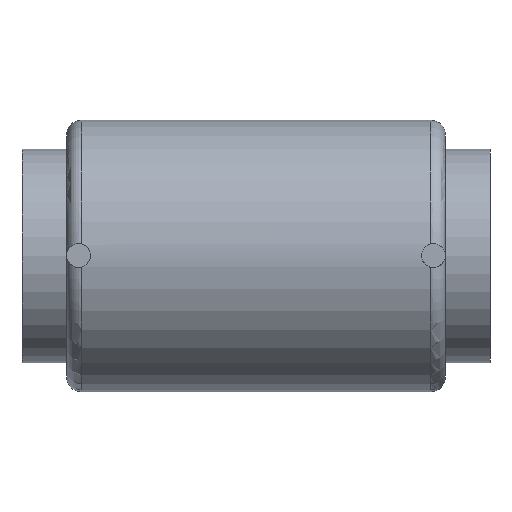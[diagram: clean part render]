
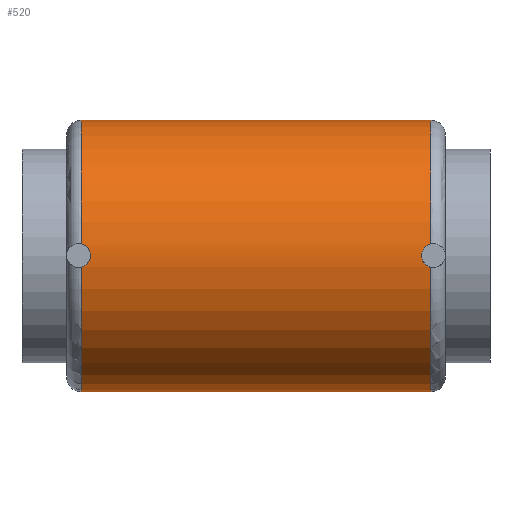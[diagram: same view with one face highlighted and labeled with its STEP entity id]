
A CAD part, top view. The second image highlights one B-rep face of the part: STEP entity #520.
In plain terms, the highlighted cylindrical face has radius 11.938 mm (diameter 23.876 mm), a partial arc.
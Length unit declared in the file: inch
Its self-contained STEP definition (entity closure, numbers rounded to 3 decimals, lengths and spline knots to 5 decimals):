
#70=CARTESIAN_POINT('',(0.605,0.04,0.46829));
#85=CARTESIAN_POINT('',(0.605,-0.04,0.46829));
#115=DIRECTION('',(1.,0.,0.));
#116=VECTOR('',#115,1.21);
#117=CARTESIAN_POINT('',(-0.605,-0.47,0.));
#118=LINE('',#117,#116);
#119=CARTESIAN_POINT('',(-0.605,-0.04,0.46829));
#120=CARTESIAN_POINT('',(-0.60303,-0.03956,
0.46833));
#121=CARTESIAN_POINT('',(-0.59918,-0.03839,
0.46843));
#122=CARTESIAN_POINT('',(-0.59356,-0.03573,
0.46864));
#123=CARTESIAN_POINT('',(-0.58844,-0.03225,
0.4689));
#124=CARTESIAN_POINT('',(-0.58389,-0.02806,
0.46917));
#125=CARTESIAN_POINT('',(-0.58004,-0.02325,
0.46943));
#126=CARTESIAN_POINT('',(-0.57694,-0.0179,
0.46967));
#127=CARTESIAN_POINT('',(-0.57468,-0.01217,
0.46985));
#128=CARTESIAN_POINT('',(-0.57331,-0.00613,
0.46997));
#129=CARTESIAN_POINT('',(-0.573,-0.00206,0.47));
#130=CARTESIAN_POINT('',(-0.573,0.,0.47));
#132=CARTESIAN_POINT('',(-0.573,0.,0.47));
#133=CARTESIAN_POINT('',(-0.573,0.00206,0.47));
#134=CARTESIAN_POINT('',(-0.57331,0.00614,
0.46997));
#135=CARTESIAN_POINT('',(-0.57469,0.01217,
0.46985));
#136=CARTESIAN_POINT('',(-0.57695,0.01791,
0.46967));
#137=CARTESIAN_POINT('',(-0.58005,0.02326,
0.46943));
#138=CARTESIAN_POINT('',(-0.58389,0.02806,
0.46917));
#139=CARTESIAN_POINT('',(-0.58844,0.03226,
0.4689));
#140=CARTESIAN_POINT('',(-0.59357,0.03573,
0.46864));
#141=CARTESIAN_POINT('',(-0.5992,0.0384,
0.46843));
#142=CARTESIAN_POINT('',(-0.60304,0.03956,
0.46833));
#143=CARTESIAN_POINT('',(-0.605,0.04,0.46829));
#145=CARTESIAN_POINT('',(-0.605,0.,0.));
#146=DIRECTION('',(-1.,0.,0.));
#147=DIRECTION('',(0.,0.085,0.996));
#148=AXIS2_PLACEMENT_3D('',#145,#146,#147);
#150=DIRECTION('',(1.,0.,0.));
#151=VECTOR('',#150,1.21);
#152=CARTESIAN_POINT('',(-0.605,0.47,0.));
#153=LINE('',#152,#151);
#154=CARTESIAN_POINT('',(0.605,0.,0.));
#155=DIRECTION('',(1.,0.,0.));
#156=DIRECTION('',(0.,1.,0.));
#157=AXIS2_PLACEMENT_3D('',#154,#155,#156);
#159=CARTESIAN_POINT('',(0.605,0.04,0.46829));
#160=CARTESIAN_POINT('',(0.60303,0.03956,
0.46833));
#161=CARTESIAN_POINT('',(0.59918,0.03839,
0.46843));
#162=CARTESIAN_POINT('',(0.59356,0.03572,
0.46864));
#163=CARTESIAN_POINT('',(0.58844,0.03225,
0.4689));
#164=CARTESIAN_POINT('',(0.58389,0.02806,
0.46917));
#165=CARTESIAN_POINT('',(0.58004,0.02325,
0.46943));
#166=CARTESIAN_POINT('',(0.57694,0.0179,
0.46967));
#167=CARTESIAN_POINT('',(0.57468,0.01217,
0.46985));
#168=CARTESIAN_POINT('',(0.57331,0.00613,
0.46997));
#169=CARTESIAN_POINT('',(0.573,0.00206,0.47));
#170=CARTESIAN_POINT('',(0.573,0.,0.47));
#172=CARTESIAN_POINT('',(0.573,0.,0.47));
#173=CARTESIAN_POINT('',(0.573,-0.00206,0.47));
#174=CARTESIAN_POINT('',(0.57331,-0.00614,
0.46997));
#175=CARTESIAN_POINT('',(0.57469,-0.01217,
0.46985));
#176=CARTESIAN_POINT('',(0.57695,-0.01791,
0.46967));
#177=CARTESIAN_POINT('',(0.58005,-0.02325,
0.46943));
#178=CARTESIAN_POINT('',(0.58389,-0.02806,
0.46917));
#179=CARTESIAN_POINT('',(0.58844,-0.03226,
0.4689));
#180=CARTESIAN_POINT('',(0.59357,-0.03573,
0.46864));
#181=CARTESIAN_POINT('',(0.5992,-0.0384,
0.46843));
#182=CARTESIAN_POINT('',(0.60304,-0.03956,
0.46833));
#183=CARTESIAN_POINT('',(0.605,-0.04,0.46829));
#185=CARTESIAN_POINT('',(0.605,0.,0.));
#186=DIRECTION('',(1.,0.,0.));
#187=DIRECTION('',(0.,-0.085,0.996));
#188=AXIS2_PLACEMENT_3D('',#185,#186,#187);
#190=CARTESIAN_POINT('',(-0.605,0.,0.));
#191=DIRECTION('',(-1.,0.,0.));
#192=DIRECTION('',(0.,-1.,0.));
#193=AXIS2_PLACEMENT_3D('',#190,#191,#192);
#217=CARTESIAN_POINT('',(-0.605,-0.04,0.46829));
#224=CARTESIAN_POINT('',(-0.605,0.04,0.46829));
#289=CARTESIAN_POINT('',(0.605,-0.47,0.));
#290=CARTESIAN_POINT('',(0.605,0.47,0.));
#291=VERTEX_POINT('',#289);
#292=VERTEX_POINT('',#290);
#293=CARTESIAN_POINT('',(-0.605,0.47,0.));
#294=CARTESIAN_POINT('',(-0.605,-0.47,0.));
#295=VERTEX_POINT('',#293);
#296=VERTEX_POINT('',#294);
#309=VERTEX_POINT('',#85);
#311=VERTEX_POINT('',#70);
#313=VERTEX_POINT('',#217);
#314=VERTEX_POINT('',#224);
#315=CARTESIAN_POINT('',(-0.573,0.,0.47));
#316=VERTEX_POINT('',#315);
#317=CARTESIAN_POINT('',(0.573,0.,0.47));
#318=VERTEX_POINT('',#317);
#499=CARTESIAN_POINT('',(-0.655,0.,0.));
#500=DIRECTION('',(1.,0.,0.));
#501=DIRECTION('',(0.,-1.,0.));
#502=AXIS2_PLACEMENT_3D('',#499,#500,#501);
#503=CYLINDRICAL_SURFACE('',#502,0.47);
#505=ORIENTED_EDGE('',*,*,#504,.T.);
#507=ORIENTED_EDGE('',*,*,#506,.T.);
#509=ORIENTED_EDGE('',*,*,#508,.T.);
#510=ORIENTED_EDGE('',*,*,#490,.T.);
#511=ORIENTED_EDGE('',*,*,#428,.T.);
#512=ORIENTED_EDGE('',*,*,#448,.T.);
#513=ORIENTED_EDGE('',*,*,#460,.T.);
#514=ORIENTED_EDGE('',*,*,#476,.T.);
#515=ORIENTED_EDGE('',*,*,#494,.F.);
#517=ORIENTED_EDGE('',*,*,#516,.T.);
#518=EDGE_LOOP('',(#505,#507,#509,#510,#511,#512,#513,#514,#515,#517));
#519=FACE_OUTER_BOUND('',#518,.F.);
#131=B_SPLINE_CURVE_WITH_KNOTS('',3,(#119,#120,#121,#122,#123,#124,#125,#126,
#127,#128,#129,#130),.UNSPECIFIED.,.F.,.F.,(4,1,1,1,1,1,1,1,1,4),(0.,
0.11111,0.22222,0.33333,0.44444,
0.55556,0.66667,0.77778,0.88889,1.),
.UNSPECIFIED.);
#144=B_SPLINE_CURVE_WITH_KNOTS('',3,(#132,#133,#134,#135,#136,#137,#138,#139,
#140,#141,#142,#143),.UNSPECIFIED.,.F.,.F.,(4,1,1,1,1,1,1,1,1,4),(0.,
0.11111,0.22222,0.33333,0.44444,
0.55556,0.66667,0.77778,0.88889,1.),
.UNSPECIFIED.);
#149=CIRCLE('',#148,0.47);
#158=CIRCLE('',#157,0.47);
#171=B_SPLINE_CURVE_WITH_KNOTS('',3,(#159,#160,#161,#162,#163,#164,#165,#166,
#167,#168,#169,#170),.UNSPECIFIED.,.F.,.F.,(4,1,1,1,1,1,1,1,1,4),(0.,
0.11111,0.22222,0.33333,0.44444,
0.55556,0.66667,0.77778,0.88889,1.),
.UNSPECIFIED.);
#184=B_SPLINE_CURVE_WITH_KNOTS('',3,(#172,#173,#174,#175,#176,#177,#178,#179,
#180,#181,#182,#183),.UNSPECIFIED.,.F.,.F.,(4,1,1,1,1,1,1,1,1,4),(0.,
0.11111,0.22222,0.33333,0.44444,
0.55556,0.66667,0.77778,0.88889,1.),
.UNSPECIFIED.);
#189=CIRCLE('',#188,0.47);
#194=CIRCLE('',#193,0.47);
#428=EDGE_CURVE('',#292,#311,#158,.T.);
#448=EDGE_CURVE('',#311,#318,#171,.T.);
#460=EDGE_CURVE('',#318,#309,#184,.T.);
#476=EDGE_CURVE('',#309,#291,#189,.T.);
#490=EDGE_CURVE('',#295,#292,#153,.T.);
#494=EDGE_CURVE('',#296,#291,#118,.T.);
#504=EDGE_CURVE('',#313,#316,#131,.T.);
#506=EDGE_CURVE('',#316,#314,#144,.T.);
#508=EDGE_CURVE('',#314,#295,#149,.T.);
#516=EDGE_CURVE('',#296,#313,#194,.T.);
#520=ADVANCED_FACE('',(#519),#503,.T.);
